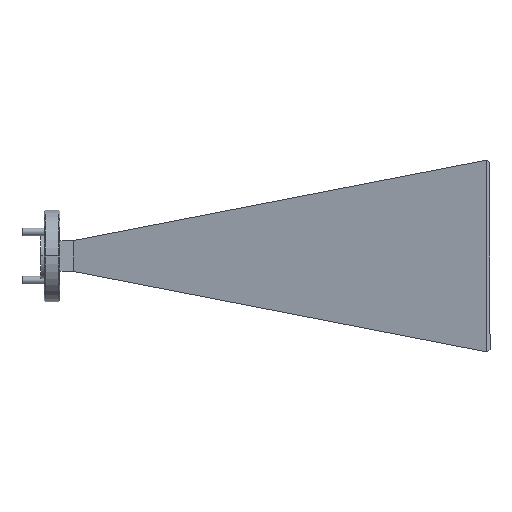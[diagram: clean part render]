
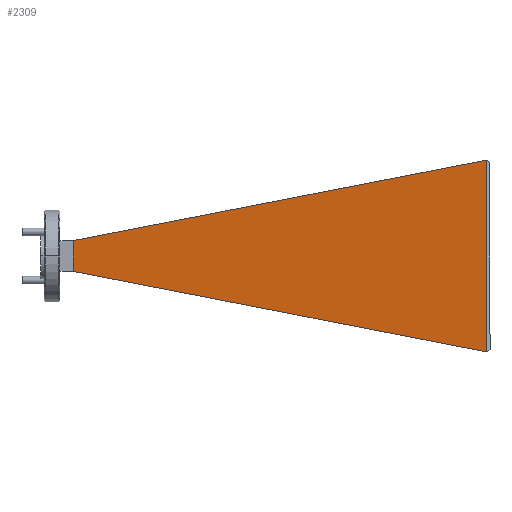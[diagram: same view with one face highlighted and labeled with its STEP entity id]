
A CAD part, front view. The second image highlights one B-rep face of the part: STEP entity #2309.
In plain terms, the highlighted planar face has unit normal (-0.16, -0.987, 0).
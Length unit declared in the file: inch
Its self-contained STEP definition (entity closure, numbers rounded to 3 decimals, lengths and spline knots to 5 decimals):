
#15 = VERTEX_POINT ( 'NONE', #1091 ) ;
#105 = CARTESIAN_POINT ( 'NONE',  ( -0.67366, -0.1682, 0.20617 ) ) ;
#154 = DIRECTION ( 'NONE',  ( 0., 0., 1. ) ) ;
#171 = LINE ( 'NONE', #1391, #276 ) ;
#267 = CARTESIAN_POINT ( 'NONE',  ( -4.07405, 0.38201, 0.8684 ) ) ;
#276 = VECTOR ( 'NONE', #1792, 39.37008 ) ;
#317 = CARTESIAN_POINT ( 'NONE',  ( -2.27891, 0.09154, 0.9954 ) ) ;
#387 = CARTESIAN_POINT ( 'NONE',  ( -0.67366, -0.1682, 1.78463 ) ) ;
#476 = EDGE_CURVE ( 'NONE', #15, #956, #2358, .T. ) ;
#491 = DIRECTION ( 'NONE',  ( 0.987, -0.16, 0. ) ) ;
#647 = FACE_OUTER_BOUND ( 'NONE', #835, .T. ) ;
#801 = ORIENTED_EDGE ( 'NONE', *, *, #476, .T. ) ;
#835 = EDGE_LOOP ( 'NONE', ( #1542, #854, #801, #1028 ) ) ;
#840 = LINE ( 'NONE', #1839, #1998 ) ;
#854 = ORIENTED_EDGE ( 'NONE', *, *, #2042, .T. ) ;
#956 = VERTEX_POINT ( 'NONE', #1604 ) ;
#1028 = ORIENTED_EDGE ( 'NONE', *, *, #1902, .T. ) ;
#1091 = CARTESIAN_POINT ( 'NONE',  ( -0.67366, -0.1682, 1.78463 ) ) ;
#1240 = VERTEX_POINT ( 'NONE', #105 ) ;
#1321 = LINE ( 'NONE', #2178, #1850 ) ;
#1334 = VERTEX_POINT ( 'NONE', #267 ) ;
#1391 = CARTESIAN_POINT ( 'NONE',  ( -4.07405, 0.38201, 0.9954 ) ) ;
#1470 = VECTOR ( 'NONE', #2082, 39.37008 ) ;
#1542 = ORIENTED_EDGE ( 'NONE', *, *, #1775, .T. ) ;
#1604 = CARTESIAN_POINT ( 'NONE',  ( -4.07405, 0.38201, 1.1224 ) ) ;
#1628 = DIRECTION ( 'NONE',  ( -0.16, -0.987, 0. ) ) ;
#1775 = EDGE_CURVE ( 'NONE', #1334, #1240, #840, .T. ) ;
#1792 = DIRECTION ( 'NONE',  ( 0., 0., -1. ) ) ;
#1839 = CARTESIAN_POINT ( 'NONE',  ( -4.07405, 0.38201, 0.8684 ) ) ;
#1850 = VECTOR ( 'NONE', #154, 39.37008 ) ;
#1902 = EDGE_CURVE ( 'NONE', #956, #1334, #171, .T. ) ;
#1998 = VECTOR ( 'NONE', #2031, 39.37008 ) ;
#2015 = PLANE ( 'NONE',  #2438 ) ;
#2031 = DIRECTION ( 'NONE',  ( 0.969, -0.157, -0.189 ) ) ;
#2042 = EDGE_CURVE ( 'NONE', #1240, #15, #1321, .T. ) ;
#2082 = DIRECTION ( 'NONE',  ( -0.969, 0.157, -0.189 ) ) ;
#2178 = CARTESIAN_POINT ( 'NONE',  ( -0.67366, -0.1682, 0.9954 ) ) ;
#2309 = ADVANCED_FACE ( 'NONE', ( #647 ), #2015, .T. ) ;
#2358 = LINE ( 'NONE', #387, #1470 ) ;
#2438 = AXIS2_PLACEMENT_3D ( 'NONE', #317, #1628, #491 ) ;
